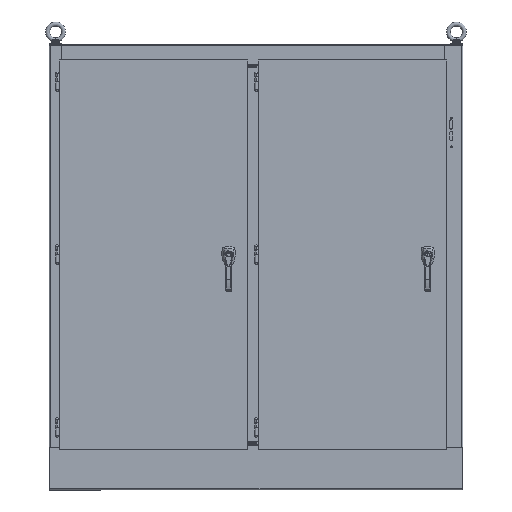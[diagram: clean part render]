
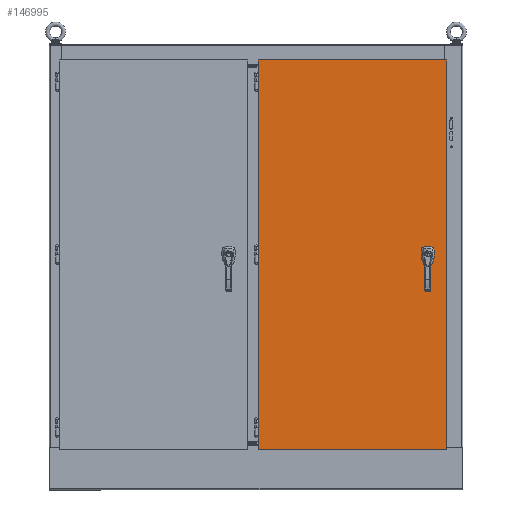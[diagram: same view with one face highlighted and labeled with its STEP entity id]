
A CAD part, top view. The second image highlights one B-rep face of the part: STEP entity #146995.
In plain terms, the highlighted face is planar.
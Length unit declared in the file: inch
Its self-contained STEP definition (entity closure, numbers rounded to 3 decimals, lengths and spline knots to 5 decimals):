
#4922 = CARTESIAN_POINT ( 'NONE',  ( 32.24961, -19.36831, 0. ) ) ;
#8294 = CARTESIAN_POINT ( 'NONE',  ( 33.77963, -19.36831, 6.40501 ) ) ;
#8929 = LINE ( 'NONE', #34086, #119866 ) ;
#19244 = PLANE ( 'NONE',  #136629 ) ;
#23329 = VECTOR ( 'NONE', #68888, 39.37008 ) ;
#24466 = VERTEX_POINT ( 'NONE', #58052 ) ;
#26007 = ORIENTED_EDGE ( 'NONE', *, *, #154771, .T. ) ;
#31041 = ORIENTED_EDGE ( 'NONE', *, *, #170404, .F. ) ;
#34086 = CARTESIAN_POINT ( 'NONE',  ( 33.77963, -19.36831, 6.40501 ) ) ;
#51698 = CARTESIAN_POINT ( 'NONE',  ( 33.77963, -19.36831, 69.53003 ) ) ;
#54326 = VERTEX_POINT ( 'NONE', #51698 ) ;
#58052 = CARTESIAN_POINT ( 'NONE',  ( 64.2796, -19.36831, 6.40501 ) ) ;
#59498 = LINE ( 'NONE', #148842, #23329 ) ;
#63570 = ORIENTED_EDGE ( 'NONE', *, *, #142945, .F. ) ;
#68888 = DIRECTION ( 'NONE',  ( 0., 0., -1. ) ) ;
#71015 = DIRECTION ( 'NONE',  ( 1., 0., 0. ) ) ;
#73877 = EDGE_CURVE ( 'NONE', #54326, #173498, #59498, .T. ) ;
#74424 = DIRECTION ( 'NONE',  ( 0., 0., -1. ) ) ;
#75169 = VECTOR ( 'NONE', #74424, 39.37008 ) ;
#93081 = VECTOR ( 'NONE', #172249, 39.37008 ) ;
#105853 = CARTESIAN_POINT ( 'NONE',  ( 64.2796, -19.36831, 69.53003 ) ) ;
#107402 = FACE_OUTER_BOUND ( 'NONE', #157359, .T. ) ;
#119866 = VECTOR ( 'NONE', #157363, 39.37008 ) ;
#120421 = CARTESIAN_POINT ( 'NONE',  ( 33.77963, -19.36831, 69.53003 ) ) ;
#127582 = VERTEX_POINT ( 'NONE', #105853 ) ;
#131094 = CARTESIAN_POINT ( 'NONE',  ( 64.2796, -19.36831, 69.53003 ) ) ;
#136629 = AXIS2_PLACEMENT_3D ( 'NONE', #4922, #141950, #71015 ) ;
#141950 = DIRECTION ( 'NONE',  ( 0., -1., 0. ) ) ;
#142945 = EDGE_CURVE ( 'NONE', #54326, #127582, #167751, .T. ) ;
#145685 = LINE ( 'NONE', #131094, #75169 ) ;
#146995 = ADVANCED_FACE ( 'NONE', ( #107402 ), #19244, .T. ) ;
#148842 = CARTESIAN_POINT ( 'NONE',  ( 33.77963, -19.36831, 69.53003 ) ) ;
#154771 = EDGE_CURVE ( 'NONE', #173498, #24466, #8929, .T. ) ;
#157359 = EDGE_LOOP ( 'NONE', ( #175457, #26007, #31041, #63570 ) ) ;
#157363 = DIRECTION ( 'NONE',  ( 1., 0., 0. ) ) ;
#167751 = LINE ( 'NONE', #120421, #93081 ) ;
#170404 = EDGE_CURVE ( 'NONE', #127582, #24466, #145685, .T. ) ;
#172249 = DIRECTION ( 'NONE',  ( 1., 0., 0. ) ) ;
#173498 = VERTEX_POINT ( 'NONE', #8294 ) ;
#175457 = ORIENTED_EDGE ( 'NONE', *, *, #73877, .T. ) ;
